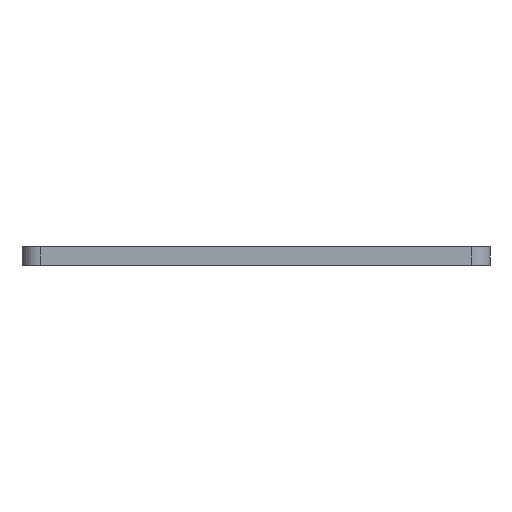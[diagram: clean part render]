
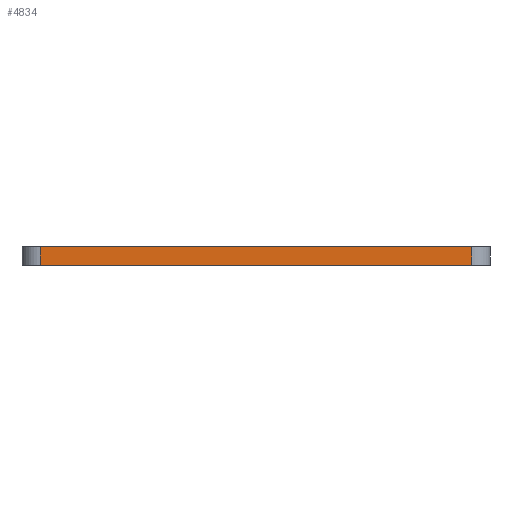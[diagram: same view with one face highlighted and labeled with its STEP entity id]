
A CAD part, left-side view. The second image highlights one B-rep face of the part: STEP entity #4834.
In plain terms, the highlighted planar face has unit normal (-1, 0, 0).
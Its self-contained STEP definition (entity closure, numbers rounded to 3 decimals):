
#91=PLANE('',#5103);
#341=FACE_OUTER_BOUND('',#596,.T.);
#596=EDGE_LOOP('',(#3486,#3487,#3488,#3489));
#939=LINE('',#6662,#1612);
#941=LINE('',#6668,#1614);
#942=LINE('',#6670,#1615);
#943=LINE('',#6671,#1616);
#1612=VECTOR('',#5428,10.);
#1614=VECTOR('',#5434,10.);
#1615=VECTOR('',#5435,10.);
#1616=VECTOR('',#5436,10.);
#2310=VERTEX_POINT('',#6659);
#2311=VERTEX_POINT('',#6661);
#2313=VERTEX_POINT('',#6667);
#2314=VERTEX_POINT('',#6669);
#2780=EDGE_CURVE('',#2310,#2311,#939,.T.);
#2783=EDGE_CURVE('',#2310,#2313,#941,.T.);
#2784=EDGE_CURVE('',#2314,#2313,#942,.T.);
#2785=EDGE_CURVE('',#2314,#2311,#943,.T.);
#3486=ORIENTED_EDGE('',*,*,#2780,.F.);
#3487=ORIENTED_EDGE('',*,*,#2783,.T.);
#3488=ORIENTED_EDGE('',*,*,#2784,.F.);
#3489=ORIENTED_EDGE('',*,*,#2785,.T.);
#4834=ADVANCED_FACE('',(#341),#91,.T.);
#5103=AXIS2_PLACEMENT_3D('',#6666,#5432,#5433);
#5428=DIRECTION('',(0.,0.,1.));
#5432=DIRECTION('center_axis',(-1.,0.,0.));
#5433=DIRECTION('ref_axis',(0.,0.,1.));
#5434=DIRECTION('',(0.,-1.,0.));
#5435=DIRECTION('',(0.,0.,-1.));
#5436=DIRECTION('',(0.,1.,0.));
#6659=CARTESIAN_POINT('',(3.,76.2,8.7));
#6661=CARTESIAN_POINT('',(3.,76.2,11.7));
#6662=CARTESIAN_POINT('',(3.,76.2,11.7));
#6666=CARTESIAN_POINT('Origin',(3.,3.,11.7));
#6667=CARTESIAN_POINT('',(3.,6.,8.7));
#6668=CARTESIAN_POINT('',(3.,3.,8.7));
#6669=CARTESIAN_POINT('',(3.,6.,11.7));
#6670=CARTESIAN_POINT('',(3.,6.,11.7));
#6671=CARTESIAN_POINT('',(3.,22.05,11.7));
